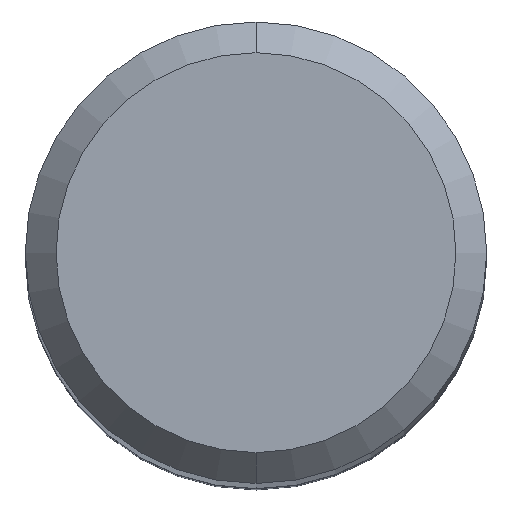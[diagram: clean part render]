
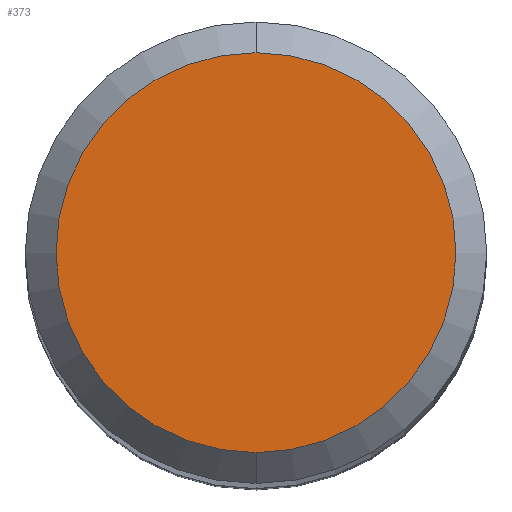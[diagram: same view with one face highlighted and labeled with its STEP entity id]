
A CAD part, top view. The second image highlights one B-rep face of the part: STEP entity #373.
In plain terms, the highlighted planar face has unit normal (0, 0, 1).
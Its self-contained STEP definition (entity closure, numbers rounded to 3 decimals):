
#203=EDGE_CURVE('',#353,#411,#528,.T.);
#341=EDGE_CURVE('',#411,#353,#676,.T.);
#353=VERTEX_POINT('',#691);
#373=ADVANCED_FACE('',(#715),#716,.T.);
#411=VERTEX_POINT('',#757);
#528=CIRCLE('',#893,2.6);
#676=CIRCLE('',#1236,2.6);
#691=CARTESIAN_POINT('',(0.0,2.6,0.0));
#715=FACE_OUTER_BOUND('',#1285,.T.);
#716=PLANE('',#1286);
#757=CARTESIAN_POINT('',(0.,-2.6,0.0));
#893=AXIS2_PLACEMENT_3D('',#1530,#1531,#1532);
#1236=AXIS2_PLACEMENT_3D('',#1688,#1689,#1690);
#1285=EDGE_LOOP('',(#1756,#1757));
#1286=AXIS2_PLACEMENT_3D('',#1758,#1759,#1760);
#1530=CARTESIAN_POINT('',(0.0,0.0,0.0));
#1531=DIRECTION('',(0.0,0.0,-1.0));
#1532=DIRECTION('',(0.0,1.0,0.0));
#1688=CARTESIAN_POINT('',(0.0,0.0,0.0));
#1689=DIRECTION('',(0.0,0.0,-1.0));
#1690=DIRECTION('',(0.0,1.0,0.0));
#1756=ORIENTED_EDGE('',*,*,#203,.F.);
#1757=ORIENTED_EDGE('',*,*,#341,.F.);
#1758=CARTESIAN_POINT('',(0.0,1.3,0.0));
#1759=DIRECTION('',(-0.0,0.0,1.0));
#1760=DIRECTION('',(0.0,-1.0,0.0));
